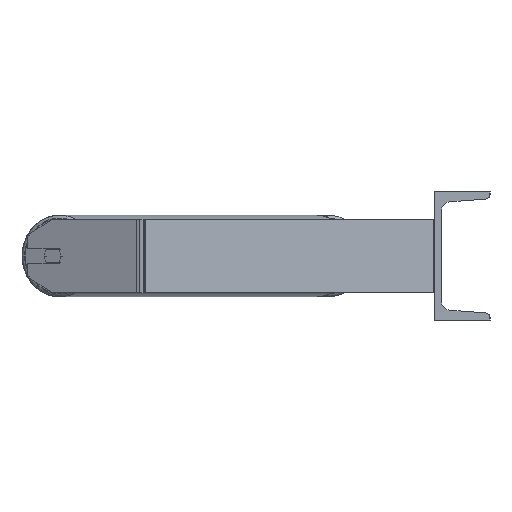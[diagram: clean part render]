
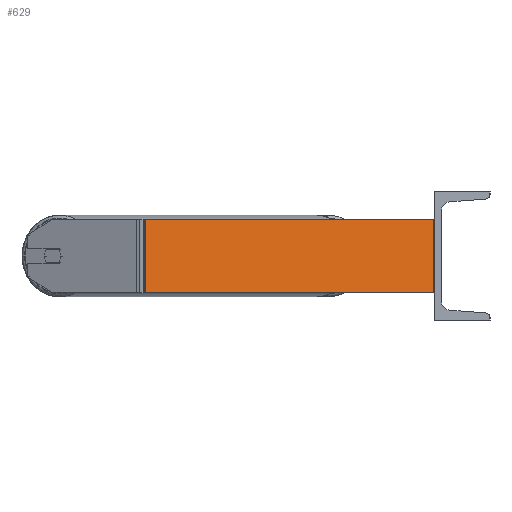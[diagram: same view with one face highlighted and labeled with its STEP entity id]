
A CAD part, left-side view. The second image highlights one B-rep face of the part: STEP entity #629.
In plain terms, the highlighted planar face has unit normal (-0.985, -0.174, 0).
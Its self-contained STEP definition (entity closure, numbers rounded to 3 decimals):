
#588 = CARTESIAN_POINT ( 'NONE',  ( -1040.472, 314.595, 40. ) ) ;
#629 = ADVANCED_FACE ( 'NONE', ( #2503 ), #944, .F. ) ;
#944 = PLANE ( 'NONE',  #7061 ) ;
#1100 = CARTESIAN_POINT ( 'NONE',  ( -1040.472, 314.595, 40. ) ) ;
#1314 = VECTOR ( 'NONE', #4058, 1000. ) ;
#1558 = DIRECTION ( 'NONE',  ( 0.985, 0.174, 0. ) ) ;
#2355 = DIRECTION ( 'NONE',  ( -0.174, 0.985, 0. ) ) ;
#2503 = FACE_OUTER_BOUND ( 'NONE', #3156, .T. ) ;
#3015 = EDGE_CURVE ( 'NONE', #5812, #4802, #6884, .T. ) ;
#3156 = EDGE_LOOP ( 'NONE', ( #6037, #8918, #6632, #5296 ) ) ;
#4058 = DIRECTION ( 'NONE',  ( 0., 0., -1. ) ) ;
#4145 = LINE ( 'NONE', #588, #1314 ) ;
#4207 = CARTESIAN_POINT ( 'NONE',  ( -985., 0., 40. ) ) ;
#4427 = DIRECTION ( 'NONE',  ( 0., 0., -1. ) ) ;
#4802 = VERTEX_POINT ( 'NONE', #5128 ) ;
#5128 = CARTESIAN_POINT ( 'NONE',  ( -985., 0., -40. ) ) ;
#5245 = CARTESIAN_POINT ( 'NONE',  ( -985., 0., 40. ) ) ;
#5264 = VERTEX_POINT ( 'NONE', #4207 ) ;
#5296 = ORIENTED_EDGE ( 'NONE', *, *, #5935, .T. ) ;
#5357 = VECTOR ( 'NONE', #8249, 1000. ) ;
#5753 = LINE ( 'NONE', #8691, #7688 ) ;
#5812 = VERTEX_POINT ( 'NONE', #7488 ) ;
#5878 = VERTEX_POINT ( 'NONE', #1100 ) ;
#5935 = EDGE_CURVE ( 'NONE', #5878, #5812, #4145, .T. ) ;
#6037 = ORIENTED_EDGE ( 'NONE', *, *, #3015, .T. ) ;
#6632 = ORIENTED_EDGE ( 'NONE', *, *, #9087, .F. ) ;
#6884 = LINE ( 'NONE', #8295, #5357 ) ;
#7061 = AXIS2_PLACEMENT_3D ( 'NONE', #7955, #1558, #2355 ) ;
#7091 = EDGE_CURVE ( 'NONE', #5264, #4802, #7921, .T. ) ;
#7347 = VECTOR ( 'NONE', #4427, 1000. ) ;
#7488 = CARTESIAN_POINT ( 'NONE',  ( -1040.472, 314.595, -40. ) ) ;
#7688 = VECTOR ( 'NONE', #7836, 1000. ) ;
#7836 = DIRECTION ( 'NONE',  ( 0.174, -0.985, 0. ) ) ;
#7921 = LINE ( 'NONE', #5245, #7347 ) ;
#7955 = CARTESIAN_POINT ( 'NONE',  ( -1041.348, 319.563, 40. ) ) ;
#8249 = DIRECTION ( 'NONE',  ( 0.174, -0.985, 0. ) ) ;
#8295 = CARTESIAN_POINT ( 'NONE',  ( -1041.348, 319.563, -40. ) ) ;
#8691 = CARTESIAN_POINT ( 'NONE',  ( -1041.348, 319.563, 40. ) ) ;
#8918 = ORIENTED_EDGE ( 'NONE', *, *, #7091, .F. ) ;
#9087 = EDGE_CURVE ( 'NONE', #5878, #5264, #5753, .T. ) ;
